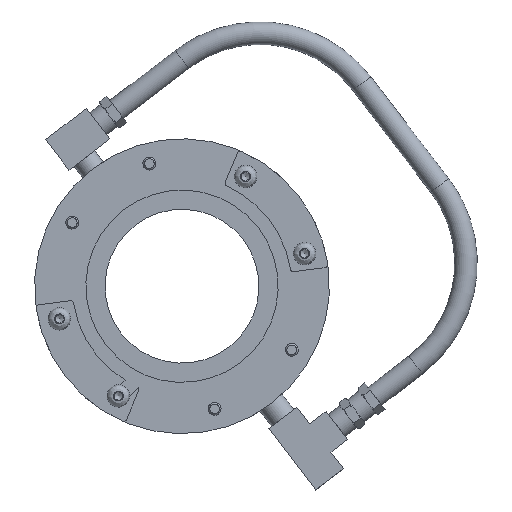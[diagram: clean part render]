
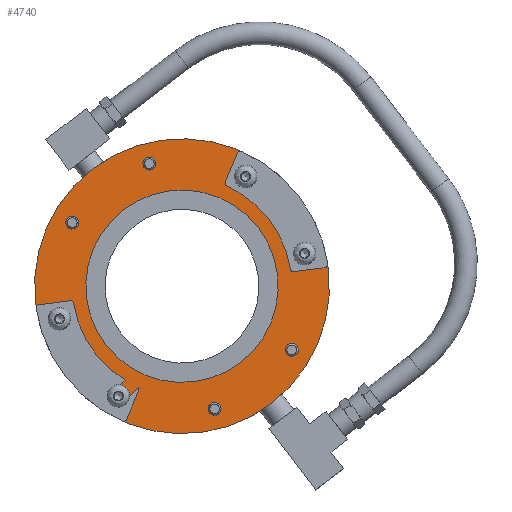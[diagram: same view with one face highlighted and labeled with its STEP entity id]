
A CAD part, front view. The second image highlights one B-rep face of the part: STEP entity #4740.
In plain terms, the highlighted planar face has unit normal (0, -1, 0).
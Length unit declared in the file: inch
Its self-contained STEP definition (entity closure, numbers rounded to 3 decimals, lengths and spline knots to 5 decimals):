
#4144=CARTESIAN_POINT('',(-2.92144,-0.06664,-2.19729));
#4145=VERTEX_POINT('',#4144);
#4146=CARTESIAN_POINT('',(-2.83305,-0.06664,-2.28568));
#4147=DIRECTION('',(0.,1.0,0.));
#4148=DIRECTION('',(0.707,0.,-0.707));
#4149=AXIS2_PLACEMENT_3D('',#4146,#4147,#4148);
#4150=CIRCLE('',#4149,0.125);
#4151=EDGE_CURVE('',#4145,#4145,#4150,.T.);
#4172=CARTESIAN_POINT('',(-4.17197,-0.06664,-0.82176));
#4173=VERTEX_POINT('',#4172);
#4174=CARTESIAN_POINT('',(-4.17197,-0.06664,-0.94676));
#4175=DIRECTION('',(0.0,1.0,0.0));
#4176=DIRECTION('',(0.0,0.0,-1.0));
#4177=AXIS2_PLACEMENT_3D('',#4174,#4175,#4176);
#4178=CIRCLE('',#4177,0.125);
#4179=EDGE_CURVE('',#4173,#4173,#4178,.T.);
#4200=CARTESIAN_POINT('',(-4.08358,-0.06664,1.03515));
#4201=VERTEX_POINT('',#4200);
#4202=CARTESIAN_POINT('',(-4.17197,-0.06664,0.94676));
#4203=DIRECTION('',(0.,1.0,0.));
#4204=DIRECTION('',(-0.707,0.,-0.707));
#4205=AXIS2_PLACEMENT_3D('',#4202,#4203,#4204);
#4206=CIRCLE('',#4205,0.125);
#4207=EDGE_CURVE('',#4201,#4201,#4206,.T.);
#4228=CARTESIAN_POINT('',(-2.70805,-0.06664,2.28568));
#4229=VERTEX_POINT('',#4228);
#4230=CARTESIAN_POINT('',(-2.83305,-0.06664,2.28568));
#4231=DIRECTION('',(0.0,1.0,0.0));
#4232=DIRECTION('',(-1.0,0.0,0.0));
#4233=AXIS2_PLACEMENT_3D('',#4230,#4231,#4232);
#4234=CIRCLE('',#4233,0.125);
#4235=EDGE_CURVE('',#4229,#4229,#4234,.T.);
#4256=CARTESIAN_POINT('',(-0.85114,-0.06664,2.19729));
#4257=VERTEX_POINT('',#4256);
#4258=CARTESIAN_POINT('',(-0.93953,-0.06664,2.28568));
#4259=DIRECTION('',(0.,1.0,0.));
#4260=DIRECTION('',(-0.707,0.,0.707));
#4261=AXIS2_PLACEMENT_3D('',#4258,#4259,#4260);
#4262=CIRCLE('',#4261,0.125);
#4263=EDGE_CURVE('',#4257,#4257,#4262,.T.);
#4284=CARTESIAN_POINT('',(0.39939,-0.06664,0.82176));
#4285=VERTEX_POINT('',#4284);
#4286=CARTESIAN_POINT('',(0.39939,-0.06664,0.94676));
#4287=DIRECTION('',(0.0,1.0,0.0));
#4288=DIRECTION('',(0.0,0.0,1.0));
#4289=AXIS2_PLACEMENT_3D('',#4286,#4287,#4288);
#4290=CIRCLE('',#4289,0.125);
#4291=EDGE_CURVE('',#4285,#4285,#4290,.T.);
#4312=CARTESIAN_POINT('',(0.311,-0.06664,-1.03515));
#4313=VERTEX_POINT('',#4312);
#4314=CARTESIAN_POINT('',(0.39939,-0.06664,-0.94676));
#4315=DIRECTION('',(0.,1.0,0.));
#4316=DIRECTION('',(0.707,0.,0.707));
#4317=AXIS2_PLACEMENT_3D('',#4314,#4315,#4316);
#4318=CIRCLE('',#4317,0.125);
#4319=EDGE_CURVE('',#4313,#4313,#4318,.T.);
#4340=CARTESIAN_POINT('',(-1.386,-0.06664,2.813));
#4341=VERTEX_POINT('',#4340);
#4342=CARTESIAN_POINT('',(-1.88608,-0.06664,2.31304));
#4343=VERTEX_POINT('',#4342);
#4344=CARTESIAN_POINT('',(-1.38608,-0.06664,2.313));
#4345=DIRECTION('',(0.,-1.0,0.));
#4346=DIRECTION('',(1.,0.,0.));
#4347=AXIS2_PLACEMENT_3D('',#4344,#4345,#4346);
#4348=CIRCLE('',#4347,0.5);
#4349=EDGE_CURVE('',#4341,#4343,#4348,.T.);
#4382=CARTESIAN_POINT('',(-2.38608,-0.06664,2.81309));
#4383=VERTEX_POINT('',#4382);
#4384=CARTESIAN_POINT('',(-2.38608,-0.06664,2.31309));
#4385=DIRECTION('',(0.0,-1.0,0.0));
#4386=DIRECTION('',(0.0,0.0,-1.0));
#4387=AXIS2_PLACEMENT_3D('',#4384,#4385,#4386);
#4388=CIRCLE('',#4387,0.5);
#4389=EDGE_CURVE('',#4343,#4383,#4388,.T.);
#4415=CARTESIAN_POINT('',(-2.47972,-0.06664,2.81309));
#4416=VERTEX_POINT('',#4415);
#4417=CARTESIAN_POINT('',(-2.38608,-0.06664,2.81309));
#4418=DIRECTION('',(-1.0,0.0,0.0));
#4419=VECTOR('',#4418,0.09363);
#4420=LINE('',#4417,#4419);
#4421=EDGE_CURVE('',#4383,#4416,#4420,.T.);
#4446=CARTESIAN_POINT('',(-1.29236,-0.06664,2.81298));
#4447=VERTEX_POINT('',#4446);
#4448=CARTESIAN_POINT('',(-1.29236,-0.06664,2.81298));
#4449=DIRECTION('',(-1.,0.,0.));
#4450=VECTOR('',#4449,0.09363);
#4451=LINE('',#4448,#4450);
#4452=EDGE_CURVE('',#4447,#4341,#4451,.T.);
#4477=CARTESIAN_POINT('',(-1.88608,-0.06664,-2.31304));
#4478=VERTEX_POINT('',#4477);
#4479=CARTESIAN_POINT('',(-1.386,-0.06664,-2.813));
#4480=VERTEX_POINT('',#4479);
#4481=CARTESIAN_POINT('',(-1.38608,-0.06664,-2.313));
#4482=DIRECTION('',(0.,-1.0,0.));
#4483=DIRECTION('',(0.,0.,1.));
#4484=AXIS2_PLACEMENT_3D('',#4481,#4482,#4483);
#4485=CIRCLE('',#4484,0.5);
#4486=EDGE_CURVE('',#4478,#4480,#4485,.T.);
#4519=CARTESIAN_POINT('',(-1.29236,-0.06664,-2.81298));
#4520=VERTEX_POINT('',#4519);
#4521=CARTESIAN_POINT('',(-1.386,-0.06664,-2.813));
#4522=DIRECTION('',(1.,0.,0.));
#4523=VECTOR('',#4522,0.09363);
#4524=LINE('',#4521,#4523);
#4525=EDGE_CURVE('',#4480,#4520,#4524,.T.);
#4550=CARTESIAN_POINT('',(-2.47972,-0.06664,-2.81309));
#4551=VERTEX_POINT('',#4550);
#4552=CARTESIAN_POINT('',(-2.38608,-0.06664,-2.81309));
#4553=VERTEX_POINT('',#4552);
#4554=CARTESIAN_POINT('',(-2.47972,-0.06664,-2.81309));
#4555=DIRECTION('',(1.0,0.0,0.0));
#4556=VECTOR('',#4555,0.09363);
#4557=LINE('',#4554,#4556);
#4558=EDGE_CURVE('',#4551,#4553,#4557,.T.);
#4590=CARTESIAN_POINT('',(-2.38608,-0.06664,-2.31309));
#4591=DIRECTION('',(0.,-1.0,0.));
#4592=DIRECTION('',(-1.,0.,0.));
#4593=AXIS2_PLACEMENT_3D('',#4590,#4591,#4592);
#4594=CIRCLE('',#4593,0.5);
#4595=EDGE_CURVE('',#4553,#4478,#4594,.T.);
#4623=CARTESIAN_POINT('',(-1.88629,-0.06664,0.0));
#4624=DIRECTION('',(0.0,-1.0,0.0));
#4625=DIRECTION('',(1.0,0.0,0.0));
#4626=AXIS2_PLACEMENT_3D('',#4623,#4624,#4625);
#4627=CIRCLE('',#4626,2.875);
#4628=EDGE_CURVE('',#4416,#4551,#4627,.T.);
#4674=CARTESIAN_POINT('',(0.48871,-0.06664,0.0));
#4675=DIRECTION('',(0.0,-1.0,0.0));
#4676=DIRECTION('',(0.0,0.0,-1.0));
#4677=AXIS2_PLACEMENT_3D('',#4674,#4675,#4676);
#4678=PLANE('',#4677);
#4679=ORIENTED_EDGE('',*,*,#4452,.T.);
#4680=ORIENTED_EDGE('',*,*,#4349,.T.);
#4681=ORIENTED_EDGE('',*,*,#4389,.T.);
#4682=ORIENTED_EDGE('',*,*,#4421,.T.);
#4683=ORIENTED_EDGE('',*,*,#4628,.T.);
#4684=ORIENTED_EDGE('',*,*,#4558,.T.);
#4685=ORIENTED_EDGE('',*,*,#4595,.T.);
#4686=ORIENTED_EDGE('',*,*,#4486,.T.);
#4687=ORIENTED_EDGE('',*,*,#4525,.T.);
#4688=CARTESIAN_POINT('',(-1.88629,-0.06664,0.0));
#4689=DIRECTION('',(0.0,-1.0,0.0));
#4690=DIRECTION('',(1.0,0.0,0.0));
#4691=AXIS2_PLACEMENT_3D('',#4688,#4689,#4690);
#4692=CIRCLE('',#4691,2.875);
#4693=EDGE_CURVE('',#4520,#4447,#4692,.T.);
#4694=ORIENTED_EDGE('',*,*,#4693,.T.);
#4695=EDGE_LOOP('',(#4679,#4680,#4681,#4682,#4683,#4684,#4685,#4686,#4687,#4694));
#4696=FACE_OUTER_BOUND('',#4695,.T.);
#4697=ORIENTED_EDGE('',*,*,#4151,.T.);
#4698=EDGE_LOOP('',(#4697));
#4699=FACE_BOUND('',#4698,.T.);
#4700=ORIENTED_EDGE('',*,*,#4179,.T.);
#4701=EDGE_LOOP('',(#4700));
#4702=FACE_BOUND('',#4701,.T.);
#4703=ORIENTED_EDGE('',*,*,#4207,.T.);
#4704=EDGE_LOOP('',(#4703));
#4705=FACE_BOUND('',#4704,.T.);
#4706=ORIENTED_EDGE('',*,*,#4235,.T.);
#4707=EDGE_LOOP('',(#4706));
#4708=FACE_BOUND('',#4707,.T.);
#4709=ORIENTED_EDGE('',*,*,#4263,.T.);
#4710=EDGE_LOOP('',(#4709));
#4711=FACE_BOUND('',#4710,.T.);
#4712=ORIENTED_EDGE('',*,*,#4291,.T.);
#4713=EDGE_LOOP('',(#4712));
#4714=FACE_BOUND('',#4713,.T.);
#4715=ORIENTED_EDGE('',*,*,#4319,.T.);
#4716=EDGE_LOOP('',(#4715));
#4717=FACE_BOUND('',#4716,.T.);
#4718=CARTESIAN_POINT('',(-0.01129,-0.06664,0.0));
#4719=VERTEX_POINT('',#4718);
#4720=CARTESIAN_POINT('',(-1.88629,-0.06664,0.0));
#4721=DIRECTION('',(0.0,-1.0,0.0));
#4722=DIRECTION('',(1.0,0.0,0.0));
#4723=AXIS2_PLACEMENT_3D('',#4720,#4721,#4722);
#4724=CIRCLE('',#4723,1.875);
#4725=EDGE_CURVE('',#4719,#4719,#4724,.T.);
#4726=ORIENTED_EDGE('',*,*,#4725,.F.);
#4727=EDGE_LOOP('',(#4726));
#4728=FACE_BOUND('',#4727,.T.);
#4729=CARTESIAN_POINT('',(-1.06453,-0.06664,-2.28568));
#4730=VERTEX_POINT('',#4729);
#4731=CARTESIAN_POINT('',(-0.93953,-0.06664,-2.28568));
#4732=DIRECTION('',(0.0,1.0,0.0));
#4733=DIRECTION('',(1.0,0.0,0.0));
#4734=AXIS2_PLACEMENT_3D('',#4731,#4732,#4733);
#4735=CIRCLE('',#4734,0.125);
#4736=EDGE_CURVE('',#4730,#4730,#4735,.T.);
#4737=ORIENTED_EDGE('',*,*,#4736,.T.);
#4738=EDGE_LOOP('',(#4737));
#4739=FACE_BOUND('',#4738,.T.);
#4740=ADVANCED_FACE('',(#4696,#4699,#4702,#4705,#4708,#4711,#4714,#4717,#4728,#4739),#4678,.T.);
